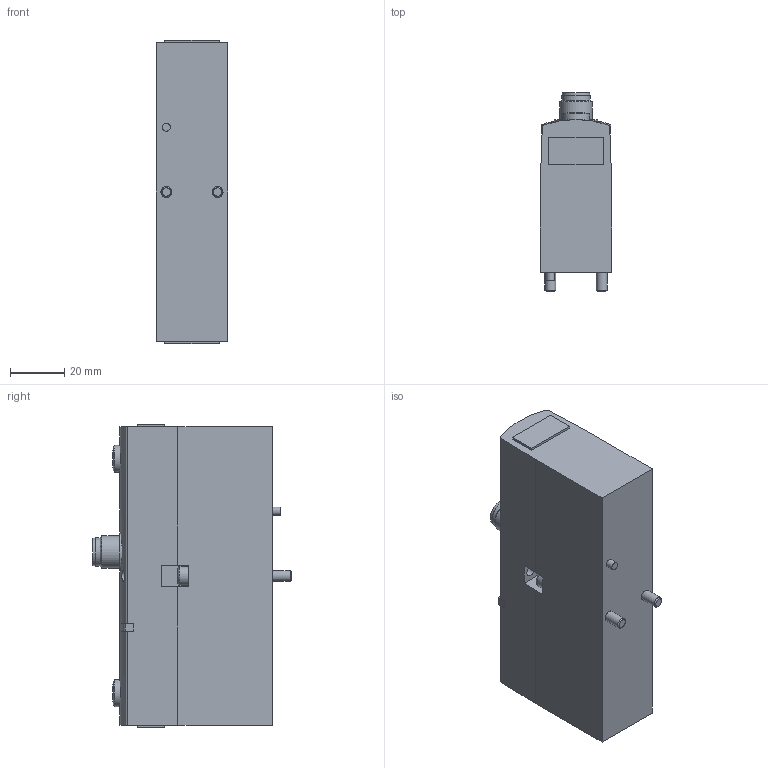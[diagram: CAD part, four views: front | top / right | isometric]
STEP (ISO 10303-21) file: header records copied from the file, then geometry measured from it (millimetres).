
FILE_DESCRIPTION(/* description */ ('STEP AP214'),/* implementation_level */ '2;1');
FILE_NAME(/* name */ '534544_VSVA-B-T32H-AZH-A1-1R5L',/* time_stamp */ '2024-09-17T10:22:23+02:00',/* author */ ('License CC BY-ND 4.0'),/* organization */ ('CADENAS'),/* preprocessor_version */ 'ST-DEVELOPER v19.3',/* originating_system */ 'PARTsolutions',/* authorisation */ ' ');
FILE_SCHEMA (('AUTOMOTIVE_DESIGN {1 0 10303 214 3 1 1}'));
Length unit declared in the file: millimetre
Products named in the file (1): 534544 VSVA-B-T32H-AZH-A1-1R5L
Bounding box: 26.3 x 73.6 x 112.5 mm (x, y, z)
Volume: 161014.5 mm3; surface area: 22935.5 mm2
Topology: 1 solids, 1 shells, 110 faces, 257 edges, 169 vertices
Faces by surface type: plane 68, cylinder 31, torus 7, cone 4
Full cylindrical faces by diameter (mm): 1 x3, 3 x1, 4 x4, 7 x2, 8.35 x1, 9.4 x1, 10 x2, 10.5 x1, 12 x1, 16 x1
Entity records: 3816 total; most frequent: CARTESIAN_POINT 561, DIRECTION 516, ORIENTED_EDGE 450, EDGE_CURVE 225, AXIS2_PLACEMENT_3D 185, VERTEX_POINT 165, EDGE_LOOP 162, FACE_BOUND 162
